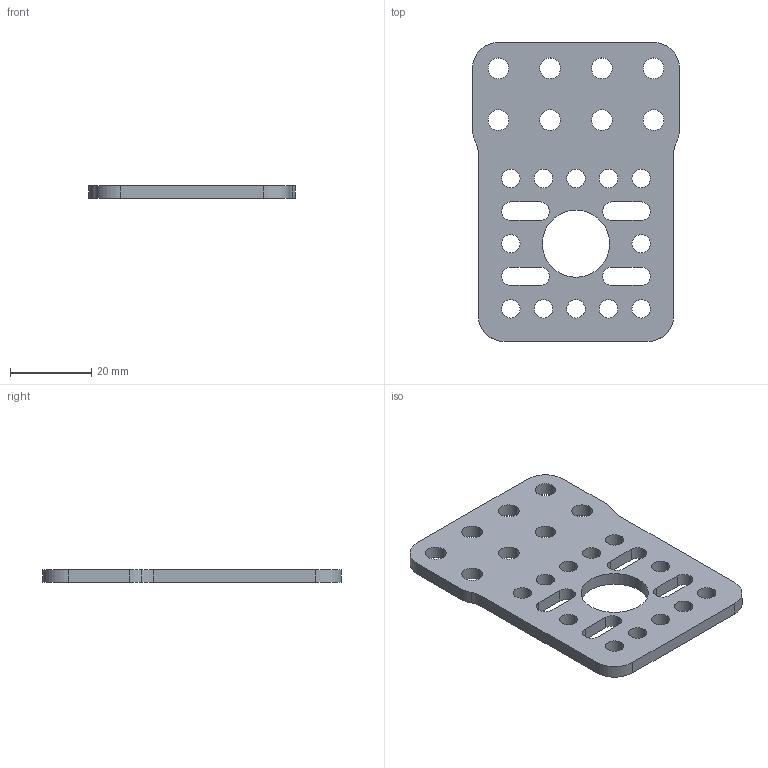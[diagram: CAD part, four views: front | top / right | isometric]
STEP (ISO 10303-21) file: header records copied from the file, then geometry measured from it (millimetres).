
FILE_DESCRIPTION (( 'STEP AP214' ), '1' );
FILE_NAME ('am-5439 8mm to 500IN Grid Adapter.STEP', '2024-06-06T14:37:54', ( '' ), ( '' ), 'SwSTEP 2.0', 'SolidWorks 2024', '' );
FILE_SCHEMA (( 'AUTOMOTIVE_DESIGN' ));
Length unit declared in the file: inch
Products named in the file (1): am-5439 8mm to 500IN Grid Adapter
Bounding box: 50.8 x 73.4 x 3.17 mm (x, y, z)
Volume: 8871.3 mm3; surface area: 7809.1 mm2
Topology: 1 solids, 1 shells, 78 faces, 228 edges, 152 vertices
Faces by surface type: cylinder 62, plane 16
Entity records: 2783 total; most frequent: DIRECTION 510, CARTESIAN_POINT 459, ORIENTED_EDGE 456, EDGE_CURVE 228, AXIS2_PLACEMENT_3D 203, VERTEX_POINT 152, EDGE_LOOP 128, CIRCLE 124
